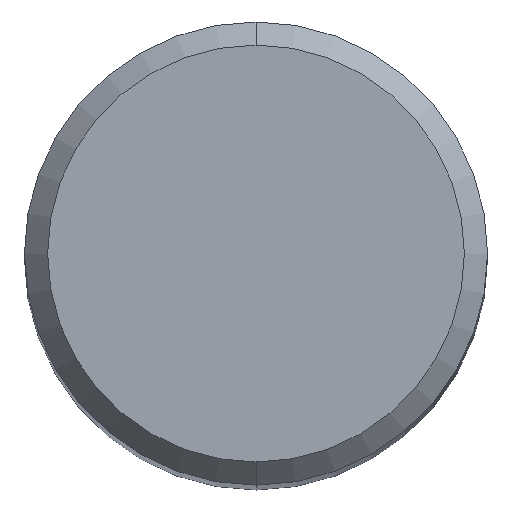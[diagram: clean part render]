
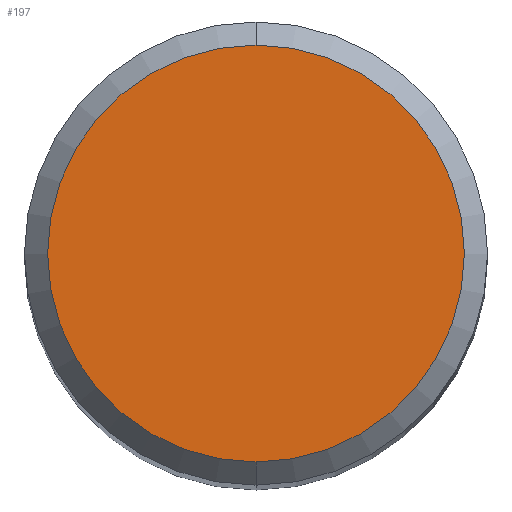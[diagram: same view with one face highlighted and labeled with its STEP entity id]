
A CAD part, top view. The second image highlights one B-rep face of the part: STEP entity #197.
In plain terms, the highlighted planar face has unit normal (0, 0, 1).
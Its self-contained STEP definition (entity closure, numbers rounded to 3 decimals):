
#139=VERTEX_POINT('',#296);
#155=EDGE_CURVE('',#139,#193,#314,.T.);
#175=EDGE_CURVE('',#193,#139,#335,.T.);
#193=VERTEX_POINT('',#354);
#197=ADVANCED_FACE('',(#358),#359,.T.);
#296=CARTESIAN_POINT('',(0.0,3.6,0.0));
#314=CIRCLE('',#491,3.6);
#335=CIRCLE('',#519,3.6);
#354=CARTESIAN_POINT('',(0.,-3.6,0.0));
#358=FACE_OUTER_BOUND('',#549,.T.);
#359=PLANE('',#550);
#491=AXIS2_PLACEMENT_3D('',#687,#688,#689);
#519=AXIS2_PLACEMENT_3D('',#705,#706,#707);
#549=EDGE_LOOP('',(#728,#729));
#550=AXIS2_PLACEMENT_3D('',#730,#731,#732);
#687=CARTESIAN_POINT('',(0.0,0.0,0.0));
#688=DIRECTION('',(0.0,0.0,-1.0));
#689=DIRECTION('',(0.0,1.0,0.0));
#705=CARTESIAN_POINT('',(0.0,0.0,0.0));
#706=DIRECTION('',(0.0,0.0,-1.0));
#707=DIRECTION('',(0.0,1.0,0.0));
#728=ORIENTED_EDGE('',*,*,#155,.F.);
#729=ORIENTED_EDGE('',*,*,#175,.F.);
#730=CARTESIAN_POINT('',(0.0,1.8,0.0));
#731=DIRECTION('',(-0.0,0.0,1.0));
#732=DIRECTION('',(0.0,-1.0,0.0));
